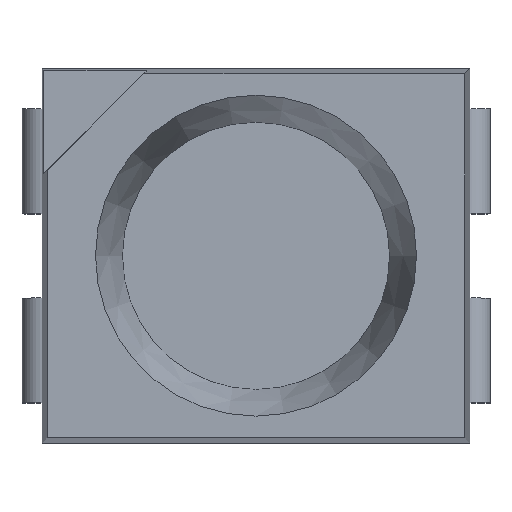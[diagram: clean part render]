
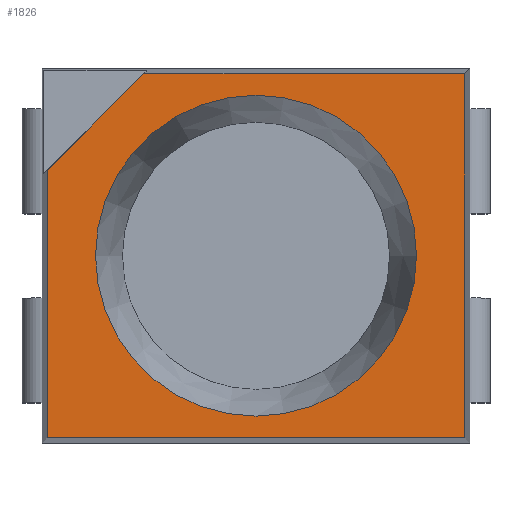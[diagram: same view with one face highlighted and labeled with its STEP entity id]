
A CAD part, top view. The second image highlights one B-rep face of the part: STEP entity #1826.
In plain terms, the highlighted planar face has unit normal (0, 0, 1).
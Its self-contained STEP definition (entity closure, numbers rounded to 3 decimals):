
#65=LINE('',#2593,#273);
#66=LINE('',#2596,#274);
#67=LINE('',#2598,#275);
#68=LINE('',#2600,#276);
#69=LINE('',#2602,#277);
#273=VECTOR('',#2091,1000.);
#274=VECTOR('',#2092,1000.);
#275=VECTOR('',#2093,1000.);
#276=VECTOR('',#2094,1000.);
#277=VECTOR('',#2095,1000.);
#481=ORIENTED_EDGE('',*,*,#993,.T.);
#482=ORIENTED_EDGE('',*,*,#994,.T.);
#483=ORIENTED_EDGE('',*,*,#995,.T.);
#484=ORIENTED_EDGE('',*,*,#996,.T.);
#485=ORIENTED_EDGE('',*,*,#997,.T.);
#486=ORIENTED_EDGE('',*,*,#998,.T.);
#993=EDGE_CURVE('',#1249,#1249,#1421,.T.);
#994=EDGE_CURVE('',#1250,#1251,#65,.F.);
#995=EDGE_CURVE('',#1251,#1252,#66,.T.);
#996=EDGE_CURVE('',#1252,#1253,#67,.F.);
#997=EDGE_CURVE('',#1253,#1254,#68,.F.);
#998=EDGE_CURVE('',#1254,#1250,#69,.F.);
#1249=VERTEX_POINT('',#2592);
#1250=VERTEX_POINT('',#2594);
#1251=VERTEX_POINT('',#2595);
#1252=VERTEX_POINT('',#2597);
#1253=VERTEX_POINT('',#2599);
#1254=VERTEX_POINT('',#2601);
#1421=CIRCLE('',#1939,1.2);
#1469=EDGE_LOOP('',(#481));
#1470=EDGE_LOOP('',(#482,#483,#484,#485,#486));
#1569=FACE_BOUND('',#1469,.T.);
#1570=FACE_BOUND('',#1470,.T.);
#1669=PLANE('',#1938);
#1826=ADVANCED_FACE('',(#1569,#1570),#1669,.T.);
#1938=AXIS2_PLACEMENT_3D('',#2590,#2087,#2088);
#1939=AXIS2_PLACEMENT_3D('',#2591,#2089,#2090);
#2087=DIRECTION('',(0.,0.,1.));
#2088=DIRECTION('',(1.,0.,0.));
#2089=DIRECTION('',(0.,0.,-1.));
#2090=DIRECTION('',(-1.,0.,0.));
#2091=DIRECTION('',(1.,0.,0.));
#2092=DIRECTION('',(-0.707,-0.707,0.));
#2093=DIRECTION('',(0.,1.,0.));
#2094=DIRECTION('',(-1.,0.,0.));
#2095=DIRECTION('',(0.,-1.,0.));
#2590=CARTESIAN_POINT('',(-1.6,-1.4,1.9));
#2591=CARTESIAN_POINT('',(0.,0.,1.9));
#2592=CARTESIAN_POINT('',(-1.2,0.,1.9));
#2593=CARTESIAN_POINT('',(0.,1.361,1.9));
#2594=CARTESIAN_POINT('',(1.561,1.361,1.9));
#2595=CARTESIAN_POINT('',(-0.839,1.361,1.9));
#2596=CARTESIAN_POINT('',(-0.8,1.4,1.9));
#2597=CARTESIAN_POINT('',(-1.561,0.639,1.9));
#2598=CARTESIAN_POINT('',(-1.561,0.,1.9));
#2599=CARTESIAN_POINT('',(-1.561,-1.361,1.9));
#2600=CARTESIAN_POINT('',(0.,-1.361,1.9));
#2601=CARTESIAN_POINT('',(1.561,-1.361,1.9));
#2602=CARTESIAN_POINT('',(1.561,0.,1.9));
